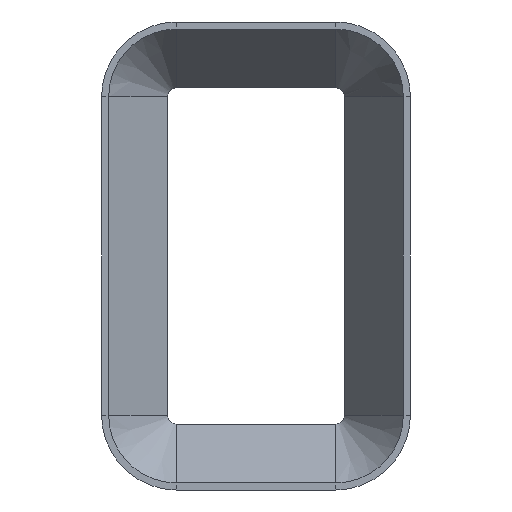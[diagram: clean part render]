
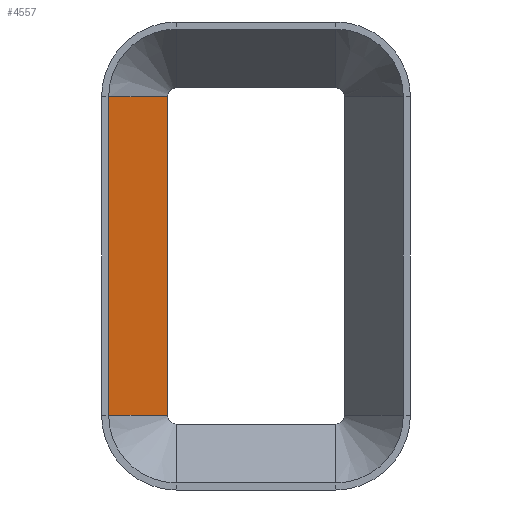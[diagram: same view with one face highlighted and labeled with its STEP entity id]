
A CAD part, front view. The second image highlights one B-rep face of the part: STEP entity #4557.
In plain terms, the highlighted planar face has unit normal (0.832, -0.554, 0).
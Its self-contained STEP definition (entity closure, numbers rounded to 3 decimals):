
#578=FACE_OUTER_BOUND('',#869,.T.);
#869=EDGE_LOOP('',(#3746,#3747,#3748,#3749));
#1299=LINE('',#7460,#1739);
#1303=LINE('',#7473,#1743);
#1304=LINE('',#7476,#1744);
#1305=LINE('',#7477,#1745);
#1739=VECTOR('',#6253,10.);
#1743=VECTOR('',#6269,10.);
#1744=VECTOR('',#6272,10.);
#1745=VECTOR('',#6273,10.);
#2054=VERTEX_POINT('',#7455);
#2055=VERTEX_POINT('',#7459);
#2058=VERTEX_POINT('',#7471);
#2059=VERTEX_POINT('',#7475);
#2620=EDGE_CURVE('',#2055,#2054,#1299,.T.);
#2627=EDGE_CURVE('',#2058,#2054,#1303,.T.);
#2628=EDGE_CURVE('',#2059,#2058,#1304,.T.);
#2629=EDGE_CURVE('',#2059,#2055,#1305,.T.);
#3746=ORIENTED_EDGE('',*,*,#2628,.T.);
#3747=ORIENTED_EDGE('',*,*,#2627,.T.);
#3748=ORIENTED_EDGE('',*,*,#2620,.F.);
#3749=ORIENTED_EDGE('',*,*,#2629,.F.);
#3988=PLANE('',#5010);
#4557=ADVANCED_FACE('',(#578),#3988,.T.);
#5010=AXIS2_PLACEMENT_3D('',#7474,#6270,#6271);
#6253=DIRECTION('',(0.554,0.832,0.));
#6269=DIRECTION('',(0.,0.,1.));
#6270=DIRECTION('center_axis',(0.832,-0.554,0.));
#6271=DIRECTION('ref_axis',(0.554,0.832,0.));
#6272=DIRECTION('',(0.554,0.832,0.));
#6273=DIRECTION('',(0.,0.,1.));
#7455=CARTESIAN_POINT('',(-5.,0.,-0.5));
#7459=CARTESIAN_POINT('',(-8.33,-5.,-0.5));
#7460=CARTESIAN_POINT('',(-8.33,-5.,-0.5));
#7471=CARTESIAN_POINT('',(-5.,0.,-18.5));
#7473=CARTESIAN_POINT('',(-5.,0.,-18.5));
#7474=CARTESIAN_POINT('Origin',(-8.33,-5.,-18.5));
#7475=CARTESIAN_POINT('',(-8.33,-5.,-18.5));
#7476=CARTESIAN_POINT('',(-8.33,-5.,-18.5));
#7477=CARTESIAN_POINT('',(-8.33,-5.,-18.5));
